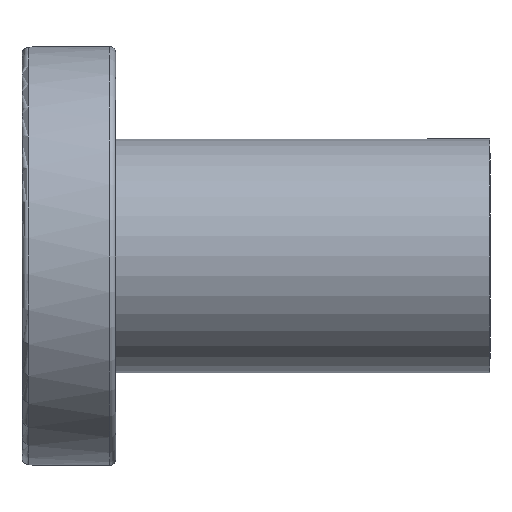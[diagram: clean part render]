
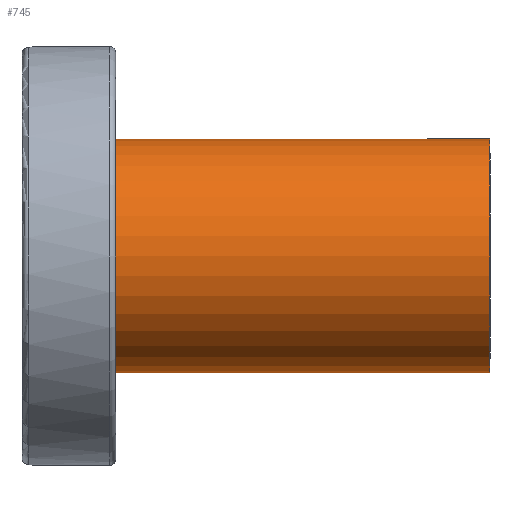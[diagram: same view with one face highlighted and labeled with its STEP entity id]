
A CAD part, front view. The second image highlights one B-rep face of the part: STEP entity #745.
In plain terms, the highlighted cylindrical face has radius 9.5 mm (diameter 19 mm), a full revolution.
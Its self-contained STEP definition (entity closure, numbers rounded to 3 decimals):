
#714=CARTESIAN_POINT('',(7.6,9.5,0.0));
#715=VERTEX_POINT('',#714);
#716=CARTESIAN_POINT('',(7.6,0.0,0.0));
#717=DIRECTION('',(1.0,0.0,0.0));
#718=DIRECTION('',(0.0,1.0,0.0));
#719=AXIS2_PLACEMENT_3D('',#716,#717,#718);
#720=CIRCLE('',#719,9.5);
#721=EDGE_CURVE('',#715,#715,#720,.T.);
#726=CARTESIAN_POINT('',(22.8,0.0,0.0));
#727=DIRECTION('',(1.0,0.0,0.0));
#728=DIRECTION('',(0.0,1.0,0.0));
#729=AXIS2_PLACEMENT_3D('',#726,#727,#728);
#730=CYLINDRICAL_SURFACE('',#729,9.5);
#731=CARTESIAN_POINT('',(38.0,9.5,0.0));
#732=VERTEX_POINT('',#731);
#733=CARTESIAN_POINT('',(38.0,0.0,0.0));
#734=DIRECTION('',(1.0,0.0,0.0));
#735=DIRECTION('',(0.0,1.0,0.0));
#736=AXIS2_PLACEMENT_3D('',#733,#734,#735);
#737=CIRCLE('',#736,9.5);
#738=EDGE_CURVE('',#732,#732,#737,.T.);
#739=ORIENTED_EDGE('',*,*,#738,.F.);
#740=EDGE_LOOP('',(#739));
#741=FACE_OUTER_BOUND('',#740,.T.);
#742=ORIENTED_EDGE('',*,*,#721,.T.);
#743=EDGE_LOOP('',(#742));
#744=FACE_BOUND('',#743,.T.);
#745=ADVANCED_FACE('',(#741,#744),#730,.T.);
